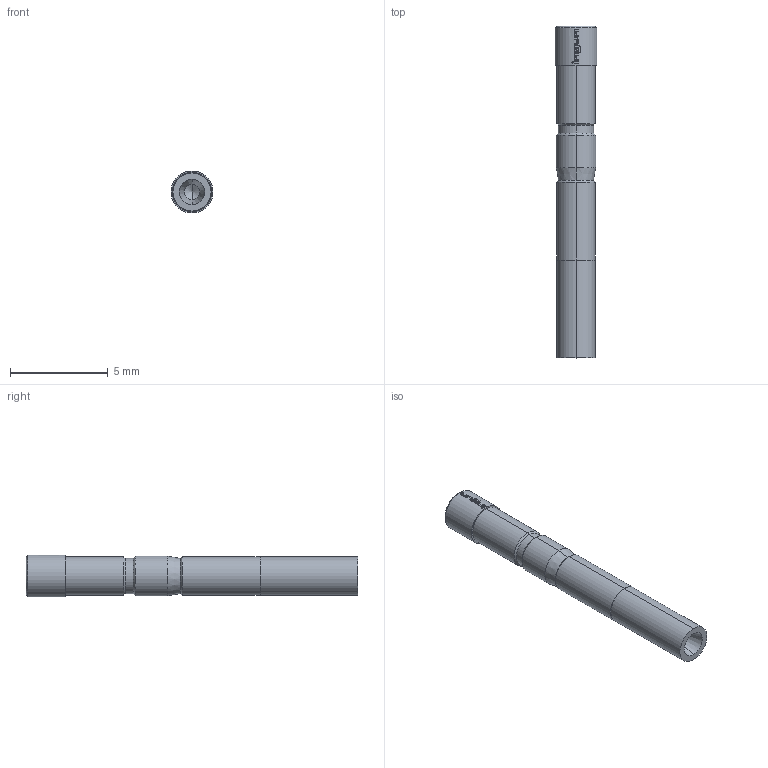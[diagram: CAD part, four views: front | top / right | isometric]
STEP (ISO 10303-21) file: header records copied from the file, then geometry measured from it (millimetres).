
FILE_DESCRIPTION (( 'STEP AP203' ), '1' );
FILE_NAME ('INGUN_KT-254_L-E02.STEP', '2022-04-26T08:52:55', ( 'ochi' ), ( '' ), 'SwSTEP 2.0', 'SolidWorks 2018', '' );
FILE_SCHEMA (( 'CONFIG_CONTROL_DESIGN' ));
Length unit declared in the file: millimetre
Products named in the file (1): INGUN_KT-254_L-E02
Bounding box: 2.15 x 17 x 2.15 mm (x, y, z)
Volume: 50.3 mm3; surface area: 124 mm2
Topology: 1 solids, 1 shells, 116 faces, 310 edges, 198 vertices
Faces by surface type: plane 43, cylinder 33, bspline 22, cone 16, sphere 2
Entity records: 3849 total; most frequent: CARTESIAN_POINT 1023, ORIENTED_EDGE 616, DIRECTION 526, EDGE_CURVE 308, AXIS2_PLACEMENT_3D 209, VERTEX_POINT 198, EDGE_LOOP 120, FACE_OUTER_BOUND 116
